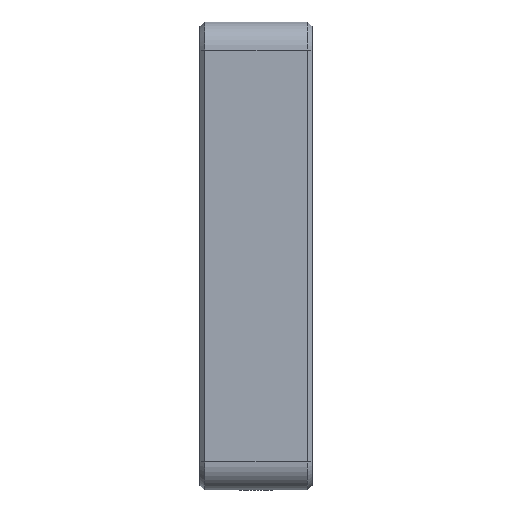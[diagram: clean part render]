
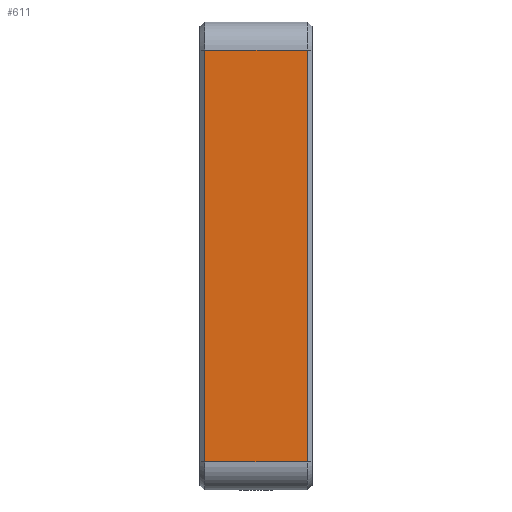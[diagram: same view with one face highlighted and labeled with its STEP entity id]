
A CAD part, front view. The second image highlights one B-rep face of the part: STEP entity #611.
In plain terms, the highlighted planar face has unit normal (0, -1, 0).
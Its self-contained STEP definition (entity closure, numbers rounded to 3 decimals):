
#44 = ORIENTED_EDGE ( 'NONE', *, *, #10002, .F. ) ;
#153 = EDGE_CURVE ( 'NONE', #2129, #4991, #2268, .T. ) ;
#324 = CARTESIAN_POINT ( 'NONE',  ( -2.75, -12.5, 12.5 ) ) ;
#611 = ADVANCED_FACE ( 'NONE', ( #6394 ), #11432, .F. ) ;
#713 = EDGE_CURVE ( 'NONE', #5921, #5550, #8287, .T. ) ;
#854 = DIRECTION ( 'NONE',  ( 0., 0., 1. ) ) ;
#904 = DIRECTION ( 'NONE',  ( 1., 0., 0. ) ) ;
#1155 = CARTESIAN_POINT ( 'NONE',  ( 2.75, -12.5, -11. ) ) ;
#1157 = EDGE_LOOP ( 'NONE', ( #6884, #9432, #10428, #44 ) ) ;
#2129 = VERTEX_POINT ( 'NONE', #6929 ) ;
#2268 = LINE ( 'NONE', #4731, #8381 ) ;
#2609 = DIRECTION ( 'NONE',  ( 0., 1., 0. ) ) ;
#3023 = VECTOR ( 'NONE', #5583, 1000. ) ;
#3476 = CARTESIAN_POINT ( 'NONE',  ( 3., -12.5, 12.5 ) ) ;
#4328 = EDGE_CURVE ( 'NONE', #4991, #5921, #8073, .T. ) ;
#4487 = VECTOR ( 'NONE', #904, 1000. ) ;
#4731 = CARTESIAN_POINT ( 'NONE',  ( 2.75, -12.5, 0. ) ) ;
#4991 = VERTEX_POINT ( 'NONE', #1155 ) ;
#5550 = VERTEX_POINT ( 'NONE', #8043 ) ;
#5583 = DIRECTION ( 'NONE',  ( 0., 0., 1. ) ) ;
#5706 = CARTESIAN_POINT ( 'NONE',  ( 3., -12.5, -11. ) ) ;
#5921 = VERTEX_POINT ( 'NONE', #10690 ) ;
#6327 = CARTESIAN_POINT ( 'NONE',  ( 3., -12.5, 11. ) ) ;
#6394 = FACE_OUTER_BOUND ( 'NONE', #1157, .T. ) ;
#6623 = DIRECTION ( 'NONE',  ( 0., 0., -1. ) ) ;
#6884 = ORIENTED_EDGE ( 'NONE', *, *, #713, .F. ) ;
#6929 = CARTESIAN_POINT ( 'NONE',  ( 2.75, -12.5, 11. ) ) ;
#7948 = VECTOR ( 'NONE', #10038, 1000. ) ;
#8043 = CARTESIAN_POINT ( 'NONE',  ( -2.75, -12.5, 11. ) ) ;
#8073 = LINE ( 'NONE', #5706, #7948 ) ;
#8287 = LINE ( 'NONE', #324, #3023 ) ;
#8381 = VECTOR ( 'NONE', #6623, 1000. ) ;
#9432 = ORIENTED_EDGE ( 'NONE', *, *, #4328, .F. ) ;
#9732 = LINE ( 'NONE', #6327, #4487 ) ;
#10002 = EDGE_CURVE ( 'NONE', #5550, #2129, #9732, .T. ) ;
#10038 = DIRECTION ( 'NONE',  ( -1., 0., 0. ) ) ;
#10428 = ORIENTED_EDGE ( 'NONE', *, *, #153, .F. ) ;
#10690 = CARTESIAN_POINT ( 'NONE',  ( -2.75, -12.5, -11. ) ) ;
#11176 = AXIS2_PLACEMENT_3D ( 'NONE', #3476, #2609, #854 ) ;
#11432 = PLANE ( 'NONE',  #11176 ) ;
